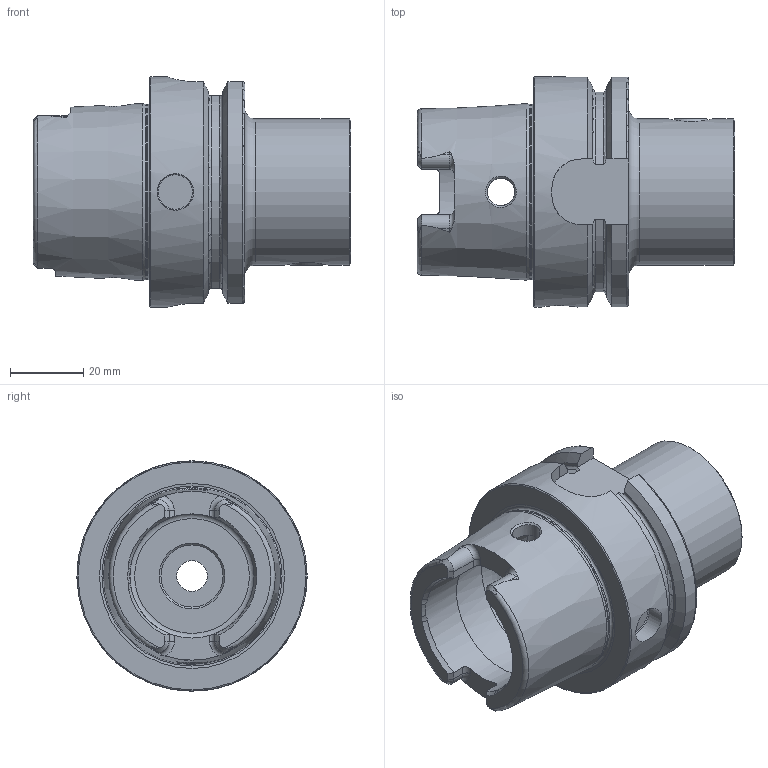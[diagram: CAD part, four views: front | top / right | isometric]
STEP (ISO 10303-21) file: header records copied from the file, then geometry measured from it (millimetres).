
FILE_DESCRIPTION (( 'STEP AP214' ), '1' );
FILE_NAME ('HA6.WH4.K01.055.STEP', '2020-12-16T10:40:14', ( '' ), ( '' ), 'SwSTEP 2.0', 'SolidWorks 2017', '' );
FILE_SCHEMA (( 'AUTOMOTIVE_DESIGN' ));
Length unit declared in the file: millimetre
Products named in the file (3): HA6-WH4.K01.055_B; WH4-ER1.001.015; HA6.WH4.K01.055
Assembly tree (3 placements, depth 2):
  HA6.WH4.K01.055
    HA6-WH4.K01.055_B
    WH4-ER1.001.015  x2
Bounding box: 86.9 x 63 x 63 mm (x, y, z)
Volume: 107357.7 mm3; surface area: 29165.9 mm2
Topology: 3 solids, 3 shells, 183 faces, 474 edges, 299 vertices
Faces by surface type: plane 75, cylinder 39, cone 33, torus 26, bspline 10
Full cylindrical faces by diameter (mm): 5 x2, 7.5 x2, 8.4 x1, 9 x2, 10 x3, 17 x1, 19 x1, 22 x1, 23 x1, 34 x2, 40 x2, 47.941 x1, 63 x1
Entity records: 7575 total; most frequent: CARTESIAN_POINT 2907, ORIENTED_EDGE 726, DIRECTION 682, EDGE_CURVE 363, AXIS2_PLACEMENT_3D 284, VERTEX_POINT 254, EDGE_LOOP 221, FACE_OUTER_BOUND 194
